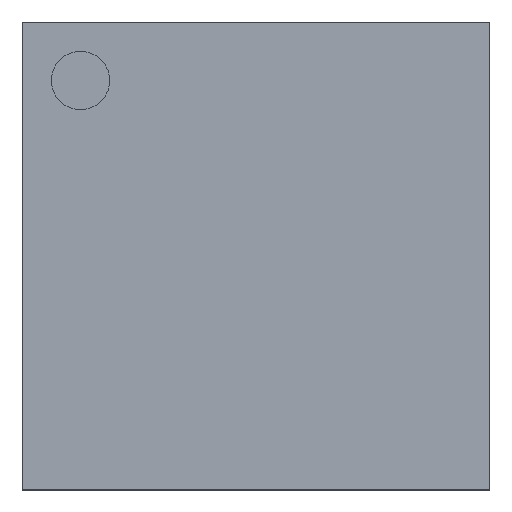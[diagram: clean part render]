
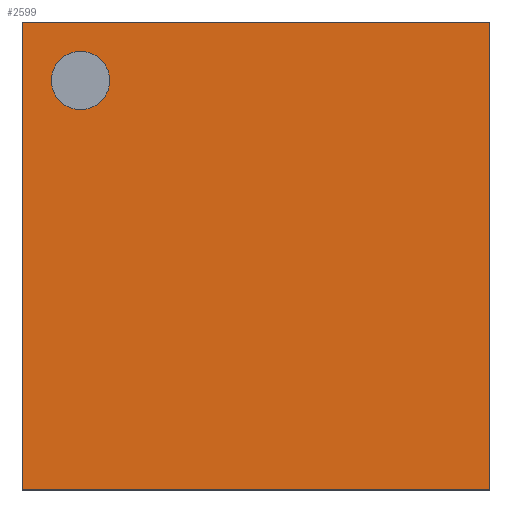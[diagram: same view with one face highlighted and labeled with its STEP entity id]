
A CAD part, top view. The second image highlights one B-rep face of the part: STEP entity #2599.
In plain terms, the highlighted planar face has unit normal (0, 0, 1).
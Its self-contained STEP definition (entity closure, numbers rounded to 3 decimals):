
#2410 = VERTEX_POINT('',#2411);
#2411 = CARTESIAN_POINT('',(-7.5,-7.5,1.55));
#2418 = PLANE('',#2419);
#2419 = AXIS2_PLACEMENT_3D('',#2420,#2421,#2422);
#2420 = CARTESIAN_POINT('',(-7.5,-7.5,0.5));
#2421 = DIRECTION('',(1.,0.,0.));
#2422 = DIRECTION('',(0.,0.,1.));
#2430 = PLANE('',#2431);
#2431 = AXIS2_PLACEMENT_3D('',#2432,#2433,#2434);
#2432 = CARTESIAN_POINT('',(-7.5,-7.5,0.5));
#2433 = DIRECTION('',(0.,1.,0.));
#2434 = DIRECTION('',(0.,0.,1.));
#2471 = VERTEX_POINT('',#2472);
#2472 = CARTESIAN_POINT('',(-7.5,7.5,1.55));
#2486 = PLANE('',#2487);
#2487 = AXIS2_PLACEMENT_3D('',#2488,#2489,#2490);
#2488 = CARTESIAN_POINT('',(-7.5,7.5,0.5));
#2489 = DIRECTION('',(0.,1.,0.));
#2490 = DIRECTION('',(0.,0.,1.));
#2498 = EDGE_CURVE('',#2410,#2471,#2499,.T.);
#2499 = SURFACE_CURVE('',#2500,(#2504,#2511),.PCURVE_S1.);
#2500 = LINE('',#2501,#2502);
#2501 = CARTESIAN_POINT('',(-7.5,-7.5,1.55));
#2502 = VECTOR('',#2503,1.);
#2503 = DIRECTION('',(0.,1.,0.));
#2504 = PCURVE('',#2418,#2505);
#2505 = DEFINITIONAL_REPRESENTATION('',(#2506),#2510);
#2506 = LINE('',#2507,#2508);
#2507 = CARTESIAN_POINT('',(1.05,0.));
#2508 = VECTOR('',#2509,1.);
#2509 = DIRECTION('',(0.,-1.));
#2510 = ( GEOMETRIC_REPRESENTATION_CONTEXT(2) 
PARAMETRIC_REPRESENTATION_CONTEXT() REPRESENTATION_CONTEXT('2D SPACE',''
  ) );
#2511 = PCURVE('',#2512,#2517);
#2512 = PLANE('',#2513);
#2513 = AXIS2_PLACEMENT_3D('',#2514,#2515,#2516);
#2514 = CARTESIAN_POINT('',(-7.5,-7.5,1.55));
#2515 = DIRECTION('',(0.,0.,1.));
#2516 = DIRECTION('',(1.,0.,0.));
#2517 = DEFINITIONAL_REPRESENTATION('',(#2518),#2522);
#2518 = LINE('',#2519,#2520);
#2519 = CARTESIAN_POINT('',(0.,0.));
#2520 = VECTOR('',#2521,1.);
#2521 = DIRECTION('',(0.,1.));
#2522 = ( GEOMETRIC_REPRESENTATION_CONTEXT(2) 
PARAMETRIC_REPRESENTATION_CONTEXT() REPRESENTATION_CONTEXT('2D SPACE',''
  ) );
#2551 = EDGE_CURVE('',#2410,#2552,#2554,.T.);
#2552 = VERTEX_POINT('',#2553);
#2553 = CARTESIAN_POINT('',(7.5,-7.5,1.55));
#2554 = SURFACE_CURVE('',#2555,(#2559,#2566),.PCURVE_S1.);
#2555 = LINE('',#2556,#2557);
#2556 = CARTESIAN_POINT('',(-7.5,-7.5,1.55));
#2557 = VECTOR('',#2558,1.);
#2558 = DIRECTION('',(1.,0.,0.));
#2559 = PCURVE('',#2430,#2560);
#2560 = DEFINITIONAL_REPRESENTATION('',(#2561),#2565);
#2561 = LINE('',#2562,#2563);
#2562 = CARTESIAN_POINT('',(1.05,0.));
#2563 = VECTOR('',#2564,1.);
#2564 = DIRECTION('',(0.,1.));
#2565 = ( GEOMETRIC_REPRESENTATION_CONTEXT(2) 
PARAMETRIC_REPRESENTATION_CONTEXT() REPRESENTATION_CONTEXT('2D SPACE',''
  ) );
#2566 = PCURVE('',#2512,#2567);
#2567 = DEFINITIONAL_REPRESENTATION('',(#2568),#2572);
#2568 = LINE('',#2569,#2570);
#2569 = CARTESIAN_POINT('',(0.,0.));
#2570 = VECTOR('',#2571,1.);
#2571 = DIRECTION('',(1.,0.));
#2572 = ( GEOMETRIC_REPRESENTATION_CONTEXT(2) 
PARAMETRIC_REPRESENTATION_CONTEXT() REPRESENTATION_CONTEXT('2D SPACE',''
  ) );
#2588 = PLANE('',#2589);
#2589 = AXIS2_PLACEMENT_3D('',#2590,#2591,#2592);
#2590 = CARTESIAN_POINT('',(7.5,-7.5,0.5));
#2591 = DIRECTION('',(1.,0.,0.));
#2592 = DIRECTION('',(0.,0.,1.));
#2599 = ADVANCED_FACE('',(#2600,#2648),#2512,.T.);
#2600 = FACE_BOUND('',#2601,.T.);
#2601 = EDGE_LOOP('',(#2602,#2603,#2604,#2627));
#2602 = ORIENTED_EDGE('',*,*,#2498,.F.);
#2603 = ORIENTED_EDGE('',*,*,#2551,.T.);
#2604 = ORIENTED_EDGE('',*,*,#2605,.T.);
#2605 = EDGE_CURVE('',#2552,#2606,#2608,.T.);
#2606 = VERTEX_POINT('',#2607);
#2607 = CARTESIAN_POINT('',(7.5,7.5,1.55));
#2608 = SURFACE_CURVE('',#2609,(#2613,#2620),.PCURVE_S1.);
#2609 = LINE('',#2610,#2611);
#2610 = CARTESIAN_POINT('',(7.5,-7.5,1.55));
#2611 = VECTOR('',#2612,1.);
#2612 = DIRECTION('',(0.,1.,0.));
#2613 = PCURVE('',#2512,#2614);
#2614 = DEFINITIONAL_REPRESENTATION('',(#2615),#2619);
#2615 = LINE('',#2616,#2617);
#2616 = CARTESIAN_POINT('',(15.,0.));
#2617 = VECTOR('',#2618,1.);
#2618 = DIRECTION('',(0.,1.));
#2619 = ( GEOMETRIC_REPRESENTATION_CONTEXT(2) 
PARAMETRIC_REPRESENTATION_CONTEXT() REPRESENTATION_CONTEXT('2D SPACE',''
  ) );
#2620 = PCURVE('',#2588,#2621);
#2621 = DEFINITIONAL_REPRESENTATION('',(#2622),#2626);
#2622 = LINE('',#2623,#2624);
#2623 = CARTESIAN_POINT('',(1.05,0.));
#2624 = VECTOR('',#2625,1.);
#2625 = DIRECTION('',(0.,-1.));
#2626 = ( GEOMETRIC_REPRESENTATION_CONTEXT(2) 
PARAMETRIC_REPRESENTATION_CONTEXT() REPRESENTATION_CONTEXT('2D SPACE',''
  ) );
#2627 = ORIENTED_EDGE('',*,*,#2628,.F.);
#2628 = EDGE_CURVE('',#2471,#2606,#2629,.T.);
#2629 = SURFACE_CURVE('',#2630,(#2634,#2641),.PCURVE_S1.);
#2630 = LINE('',#2631,#2632);
#2631 = CARTESIAN_POINT('',(-7.5,7.5,1.55));
#2632 = VECTOR('',#2633,1.);
#2633 = DIRECTION('',(1.,0.,0.));
#2634 = PCURVE('',#2512,#2635);
#2635 = DEFINITIONAL_REPRESENTATION('',(#2636),#2640);
#2636 = LINE('',#2637,#2638);
#2637 = CARTESIAN_POINT('',(0.,15.));
#2638 = VECTOR('',#2639,1.);
#2639 = DIRECTION('',(1.,0.));
#2640 = ( GEOMETRIC_REPRESENTATION_CONTEXT(2) 
PARAMETRIC_REPRESENTATION_CONTEXT() REPRESENTATION_CONTEXT('2D SPACE',''
  ) );
#2641 = PCURVE('',#2486,#2642);
#2642 = DEFINITIONAL_REPRESENTATION('',(#2643),#2647);
#2643 = LINE('',#2644,#2645);
#2644 = CARTESIAN_POINT('',(1.05,0.));
#2645 = VECTOR('',#2646,1.);
#2646 = DIRECTION('',(0.,1.));
#2647 = ( GEOMETRIC_REPRESENTATION_CONTEXT(2) 
PARAMETRIC_REPRESENTATION_CONTEXT() REPRESENTATION_CONTEXT('2D SPACE',''
  ) );
#2648 = FACE_BOUND('',#2649,.T.);
#2649 = EDGE_LOOP('',(#2650));
#2650 = ORIENTED_EDGE('',*,*,#2651,.F.);
#2651 = EDGE_CURVE('',#2652,#2652,#2654,.T.);
#2652 = VERTEX_POINT('',#2653);
#2653 = CARTESIAN_POINT('',(-4.688,5.625,1.55));
#2654 = SURFACE_CURVE('',#2655,(#2660,#2667),.PCURVE_S1.);
#2655 = CIRCLE('',#2656,0.938);
#2656 = AXIS2_PLACEMENT_3D('',#2657,#2658,#2659);
#2657 = CARTESIAN_POINT('',(-5.625,5.625,1.55));
#2658 = DIRECTION('',(0.,0.,1.));
#2659 = DIRECTION('',(1.,0.,0.));
#2660 = PCURVE('',#2512,#2661);
#2661 = DEFINITIONAL_REPRESENTATION('',(#2662),#2666);
#2662 = CIRCLE('',#2663,0.938);
#2663 = AXIS2_PLACEMENT_2D('',#2664,#2665);
#2664 = CARTESIAN_POINT('',(1.875,13.125));
#2665 = DIRECTION('',(1.,0.));
#2666 = ( GEOMETRIC_REPRESENTATION_CONTEXT(2) 
PARAMETRIC_REPRESENTATION_CONTEXT() REPRESENTATION_CONTEXT('2D SPACE',''
  ) );
#2667 = PCURVE('',#2668,#2673);
#2668 = CYLINDRICAL_SURFACE('',#2669,0.938);
#2669 = AXIS2_PLACEMENT_3D('',#2670,#2671,#2672);
#2670 = CARTESIAN_POINT('',(-5.625,5.625,1.395));
#2671 = DIRECTION('',(0.,0.,1.));
#2672 = DIRECTION('',(1.,0.,0.));
#2673 = DEFINITIONAL_REPRESENTATION('',(#2674),#2678);
#2674 = LINE('',#2675,#2676);
#2675 = CARTESIAN_POINT('',(0.,0.155));
#2676 = VECTOR('',#2677,1.);
#2677 = DIRECTION('',(1.,0.));
#2678 = ( GEOMETRIC_REPRESENTATION_CONTEXT(2) 
PARAMETRIC_REPRESENTATION_CONTEXT() REPRESENTATION_CONTEXT('2D SPACE',''
  ) );
